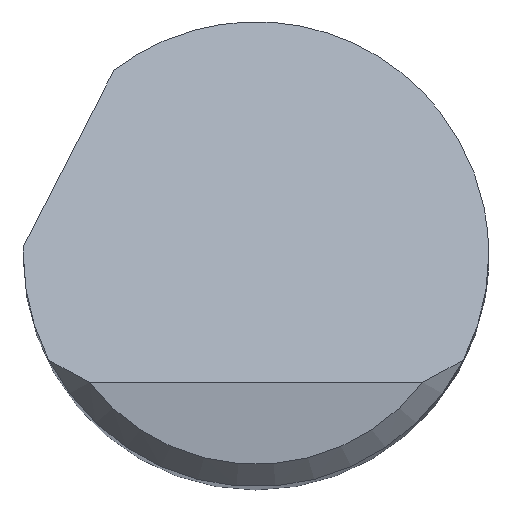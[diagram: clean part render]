
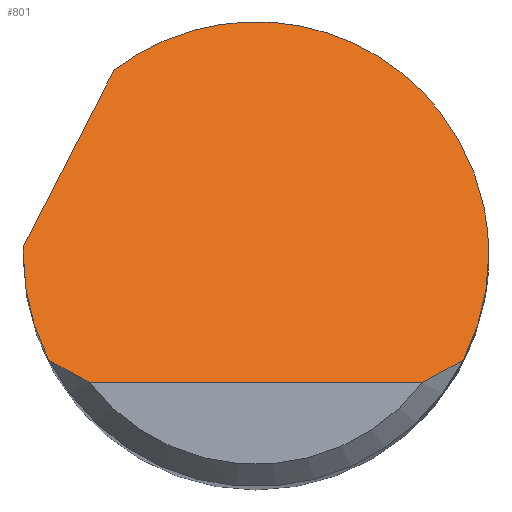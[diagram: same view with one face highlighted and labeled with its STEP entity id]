
A CAD part, top view. The second image highlights one B-rep face of the part: STEP entity #801.
In plain terms, the highlighted planar face has unit normal (0, 0.707, 0.707).
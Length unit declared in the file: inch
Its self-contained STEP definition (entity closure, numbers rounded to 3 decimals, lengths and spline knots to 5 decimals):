
#12 = CARTESIAN_POINT ( 'NONE',  ( 0.13906, -0.07125, 2.485 ) ) ;
#16 = CARTESIAN_POINT ( 'NONE',  ( 0.15625, 0., 2.41375 ) ) ;
#20 = CARTESIAN_POINT ( 'NONE',  ( -0.13906, -0.07125, 2.485 ) ) ;
#36 = VERTEX_POINT ( 'NONE', #559 ) ;
#44 = EDGE_CURVE ( 'NONE', #593, #36, #46, .T. ) ;
#46 = LINE ( 'NONE', #767, #283 ) ;
#48 = VECTOR ( 'NONE', #420, 39.37008 ) ;
#54 = ORIENTED_EDGE ( 'NONE', *, *, #361, .T. ) ;
#57 = CARTESIAN_POINT ( 'NONE',  ( -0.09521, 0.12389, 2.28986 ) ) ;
#76 = CARTESIAN_POINT ( 'NONE',  ( -0.09521, 0.12389, 2.28986 ) ) ;
#89 = CARTESIAN_POINT ( 'NONE',  ( 0.13906, -0.07125, 2.485 ) ) ;
#107 = CARTESIAN_POINT ( 'NONE',  ( -0.15625, 0., 2.41375 ) ) ;
#115 = EDGE_CURVE ( 'NONE', #299, #674, #375, .T. ) ;
#117 = CARTESIAN_POINT ( 'NONE',  ( -0.11186, -0.08625, 2.5 ) ) ;
#128 = ORIENTED_EDGE ( 'NONE', *, *, #300, .F. ) ;
#136 = CARTESIAN_POINT ( 'NONE',  ( 0.15625, 0., 2.41375 ) ) ;
#148 = LINE ( 'NONE', #556, #48 ) ;
#156 = CARTESIAN_POINT ( 'NONE',  ( 0.15041, -0.04909, 2.46284 ) ) ;
#185 = CARTESIAN_POINT ( 'NONE',  ( -0.13906, -0.07125, 2.485 ) ) ;
#208 =( BOUNDED_CURVE ( )  B_SPLINE_CURVE ( 3, ( #572, #427, #757, #531 ),
 .UNSPECIFIED., .F., .T. ) 
 B_SPLINE_CURVE_WITH_KNOTS ( ( 4, 4 ),
 ( 4.23889, 4.71239 ),
 .UNSPECIFIED. ) 
 CURVE ( )  GEOMETRIC_REPRESENTATION_ITEM ( )  RATIONAL_B_SPLINE_CURVE ( ( 1., 0.981, 0.981, 1. ) ) 
 REPRESENTATION_ITEM ( '' )  );
#214 = B_SPLINE_CURVE_WITH_KNOTS ( 'NONE', 3,
 ( #221, #599, #414, #12 ),
 .UNSPECIFIED., .F., .F.,
 ( 4, 4 ),
 ( 0., 0.00088 ),
 .UNSPECIFIED. ) ;
#221 = CARTESIAN_POINT ( 'NONE',  ( 0.11186, -0.08625, 2.5 ) ) ;
#253 = ORIENTED_EDGE ( 'NONE', *, *, #115, .F. ) ;
#274 = ORIENTED_EDGE ( 'NONE', *, *, #334, .T. ) ;
#278 = EDGE_CURVE ( 'NONE', #674, #633, #148, .T. ) ;
#283 = VECTOR ( 'NONE', #306, 39.37008 ) ;
#284 = ORIENTED_EDGE ( 'NONE', *, *, #382, .F. ) ;
#287 = EDGE_LOOP ( 'NONE', ( #820, #54, #128, #284, #734, #253, #715, #274 ) ) ;
#289 = VERTEX_POINT ( 'NONE', #424 ) ;
#299 = VERTEX_POINT ( 'NONE', #547 ) ;
#300 = EDGE_CURVE ( 'NONE', #795, #289, #355, .T. ) ;
#306 = DIRECTION ( 'NONE',  ( 1., 0., 0. ) ) ;
#309 = AXIS2_PLACEMENT_3D ( 'NONE', #528, #464, #719 ) ;
#310 = CARTESIAN_POINT ( 'NONE',  ( -0.15625, 0.00167, 2.41208 ) ) ;
#333 = CARTESIAN_POINT ( 'NONE',  ( -0.12131, -0.0816, 2.49535 ) ) ;
#334 = EDGE_CURVE ( 'NONE', #824, #593, #770, .T. ) ;
#355 =( BOUNDED_CURVE ( )  B_SPLINE_CURVE ( 3, ( #737, #475, #156, #89 ),
 .UNSPECIFIED., .F., .F. ) 
 B_SPLINE_CURVE_WITH_KNOTS ( ( 4, 4 ),
 ( 1.5708, 2.04429 ),
 .UNSPECIFIED. ) 
 CURVE ( )  GEOMETRIC_REPRESENTATION_ITEM ( )  RATIONAL_B_SPLINE_CURVE ( ( 1., 0.981, 0.981, 1. ) ) 
 REPRESENTATION_ITEM ( '' )  );
#361 = EDGE_CURVE ( 'NONE', #36, #289, #214, .T. ) ;
#375 =( BOUNDED_CURVE ( )  B_SPLINE_CURVE ( 3, ( #107, #310, #700, #579 ),
 .UNSPECIFIED., .F., .T. ) 
 B_SPLINE_CURVE_WITH_KNOTS ( ( 4, 4 ),
 ( 4.71239, 4.74439 ),
 .UNSPECIFIED. ) 
 CURVE ( )  GEOMETRIC_REPRESENTATION_ITEM ( )  RATIONAL_B_SPLINE_CURVE ( ( 1., 1., 1., 1. ) ) 
 REPRESENTATION_ITEM ( '' )  );
#382 = EDGE_CURVE ( 'NONE', #633, #795, #733, .T. ) ;
#405 = PLANE ( 'NONE',  #309 ) ;
#414 = CARTESIAN_POINT ( 'NONE',  ( 0.13035, -0.07657, 2.49032 ) ) ;
#420 = DIRECTION ( 'NONE',  ( 0.341, 0.665, -0.665 ) ) ;
#424 = CARTESIAN_POINT ( 'NONE',  ( 0.13906, -0.07125, 2.485 ) ) ;
#427 = CARTESIAN_POINT ( 'NONE',  ( -0.15041, -0.04909, 2.46284 ) ) ;
#439 = EDGE_CURVE ( 'NONE', #824, #299, #208, .T. ) ;
#454 = FACE_OUTER_BOUND ( 'NONE', #287, .T. ) ;
#464 = DIRECTION ( 'NONE',  ( 0., -0.707, -0.707 ) ) ;
#475 = CARTESIAN_POINT ( 'NONE',  ( 0.15625, -0.02489, 2.43864 ) ) ;
#489 = CARTESIAN_POINT ( 'NONE',  ( 0.15625, 0.1488, 2.26495 ) ) ;
#528 = CARTESIAN_POINT ( 'NONE',  ( -0.15625, -0.08625, 2.5 ) ) ;
#531 = CARTESIAN_POINT ( 'NONE',  ( -0.15625, 0., 2.41375 ) ) ;
#534 = CARTESIAN_POINT ( 'NONE',  ( -0.11186, -0.08625, 2.5 ) ) ;
#547 = CARTESIAN_POINT ( 'NONE',  ( -0.15625, 0., 2.41375 ) ) ;
#556 = CARTESIAN_POINT ( 'NONE',  ( -0.19753, -0.07567, 2.48942 ) ) ;
#559 = CARTESIAN_POINT ( 'NONE',  ( 0.11186, -0.08625, 2.5 ) ) ;
#572 = CARTESIAN_POINT ( 'NONE',  ( -0.13906, -0.07125, 2.485 ) ) ;
#579 = CARTESIAN_POINT ( 'NONE',  ( -0.15617, 0.005, 2.40875 ) ) ;
#593 = VERTEX_POINT ( 'NONE', #117 ) ;
#599 = CARTESIAN_POINT ( 'NONE',  ( 0.12131, -0.0816, 2.49535 ) ) ;
#605 = CARTESIAN_POINT ( 'NONE',  ( 0.02277, 0.21456, 2.19919 ) ) ;
#633 = VERTEX_POINT ( 'NONE', #57 ) ;
#674 = VERTEX_POINT ( 'NONE', #809 ) ;
#700 = CARTESIAN_POINT ( 'NONE',  ( -0.15622, 0.00333, 2.41042 ) ) ;
#715 = ORIENTED_EDGE ( 'NONE', *, *, #439, .F. ) ;
#719 = DIRECTION ( 'NONE',  ( 0., 0.707, -0.707 ) ) ;
#732 = CARTESIAN_POINT ( 'NONE',  ( -0.13035, -0.07657, 2.49032 ) ) ;
#733 =( BOUNDED_CURVE ( )  B_SPLINE_CURVE ( 3, ( #76, #605, #489, #16 ),
 .UNSPECIFIED., .F., .T. ) 
 B_SPLINE_CURVE_WITH_KNOTS ( ( 4, 4 ),
 ( 5.62792, 7.85398 ),
 .UNSPECIFIED. ) 
 CURVE ( )  GEOMETRIC_REPRESENTATION_ITEM ( )  RATIONAL_B_SPLINE_CURVE ( ( 1., 0.628, 0.628, 1. ) ) 
 REPRESENTATION_ITEM ( '' )  );
#734 = ORIENTED_EDGE ( 'NONE', *, *, #278, .F. ) ;
#737 = CARTESIAN_POINT ( 'NONE',  ( 0.15625, 0., 2.41375 ) ) ;
#757 = CARTESIAN_POINT ( 'NONE',  ( -0.15625, -0.02489, 2.43864 ) ) ;
#767 = CARTESIAN_POINT ( 'NONE',  ( 0., -0.08625, 2.5 ) ) ;
#770 = B_SPLINE_CURVE_WITH_KNOTS ( 'NONE', 3,
 ( #20, #732, #333, #534 ),
 .UNSPECIFIED., .F., .F.,
 ( 4, 4 ),
 ( 0., 0.00088 ),
 .UNSPECIFIED. ) ;
#795 = VERTEX_POINT ( 'NONE', #136 ) ;
#801 = ADVANCED_FACE ( 'NONE', ( #454 ), #405, .F. ) ;
#809 = CARTESIAN_POINT ( 'NONE',  ( -0.15617, 0.005, 2.40875 ) ) ;
#820 = ORIENTED_EDGE ( 'NONE', *, *, #44, .T. ) ;
#824 = VERTEX_POINT ( 'NONE', #185 ) ;
